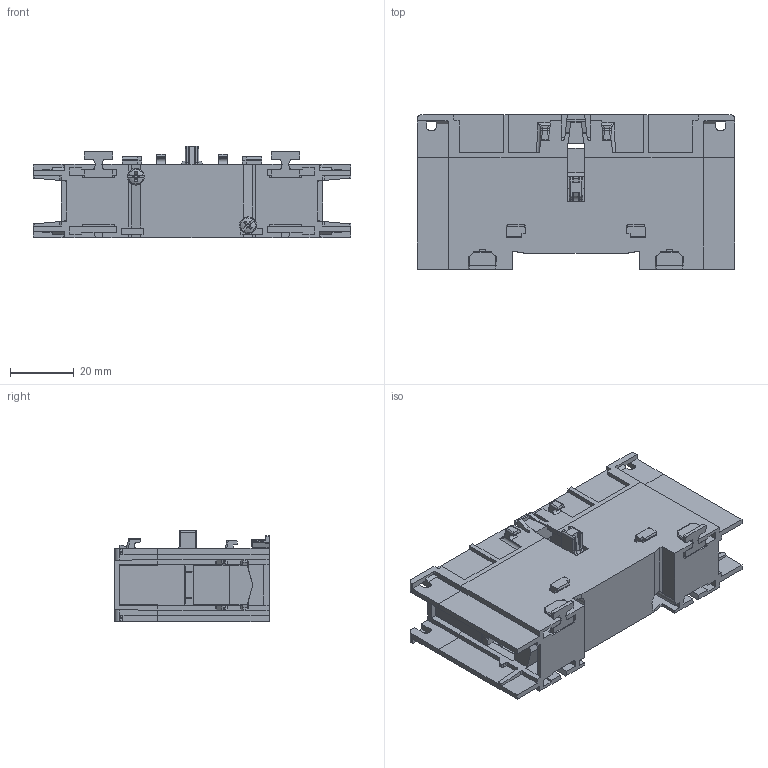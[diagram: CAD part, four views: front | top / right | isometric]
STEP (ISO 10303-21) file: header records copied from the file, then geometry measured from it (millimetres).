
FILE_DESCRIPTION(/* description */ (''),/* implementation_level */ '2;1');
FILE_NAME(/* name */ 'FILE_STP_CAD_DRAWING_3d_GAX42125A_prt.stp',/* time_stamp */ '2023-02-21T14:10:44+01:00',/* author */ (''),/* organization */ (''),/* preprocessor_version */ 'ST-DEVELOPER v16.7',/* originating_system */ 'SIEMENS PLM Software NX 12.0',/* authorisation */ '');
FILE_SCHEMA (('AUTOMOTIVE_DESIGN { 1 0 10303 214 3 1 1 1 }'));
Length unit declared in the file: millimetre
Products named in the file (1): 3d_GAX42125A
Bounding box: 100 x 48.74 x 28.65 mm (x, y, z)
Surface area: 39019.8 mm2 (no closed solid volume)
Topology: 0 solids, 13 shells, 1139 faces, 3907 edges, 2714 vertices
Faces by surface type: plane 868, cylinder 192, sphere 28, cone 26, bspline 16, torus 9
Full cylindrical faces by diameter (mm): 3.6 x1, 5.3 x2, 5.9 x1, 6.81 x1, 8 x2, 9 x1, 9.2 x1, 9.5 x1
Entity records: 41621 total; most frequent: CARTESIAN_POINT 8243, DIRECTION 6591, ORIENTED_EDGE 6506, EDGE_CURVE 3850, LINE 3265, VECTOR 3265, VERTEX_POINT 2703, AXIS2_PLACEMENT_3D 1663
